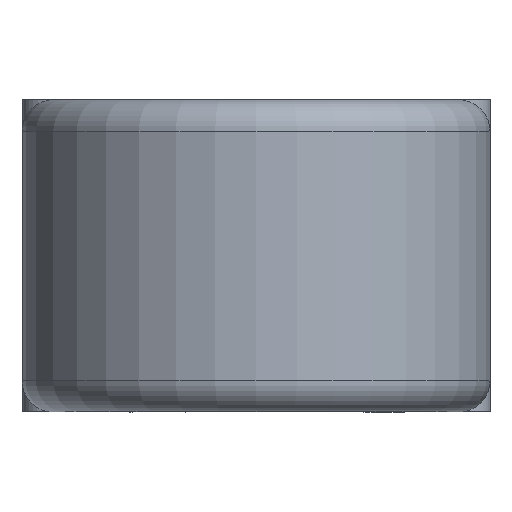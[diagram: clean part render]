
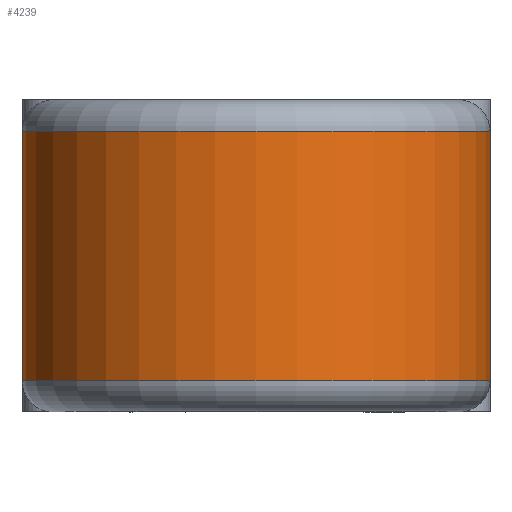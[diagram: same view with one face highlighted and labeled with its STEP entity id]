
A CAD part, front view. The second image highlights one B-rep face of the part: STEP entity #4239.
In plain terms, the highlighted cylindrical face has radius 15 mm (diameter 30 mm), a partial arc.
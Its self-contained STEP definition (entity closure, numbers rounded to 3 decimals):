
#40=CIRCLE('',#4468,15.);
#44=CIRCLE('',#4476,15.);
#181=CYLINDRICAL_SURFACE('',#4475,15.);
#444=FACE_OUTER_BOUND('',#678,.T.);
#678=EDGE_LOOP('',(#3175,#3176,#3177,#3178));
#954=LINE('',#7045,#1329);
#957=LINE('',#7058,#1332);
#1329=VECTOR('',#4949,10.);
#1332=VECTOR('',#4954,10.);
#1872=VERTEX_POINT('',#7022);
#1874=VERTEX_POINT('',#7028);
#1879=VERTEX_POINT('',#7044);
#1882=VERTEX_POINT('',#7057);
#2362=EDGE_CURVE('',#1872,#1874,#40,.T.);
#2368=EDGE_CURVE('',#1874,#1879,#954,.T.);
#2372=EDGE_CURVE('',#1872,#1882,#957,.T.);
#2373=EDGE_CURVE('',#1879,#1882,#44,.T.);
#3175=ORIENTED_EDGE('',*,*,#2362,.F.);
#3176=ORIENTED_EDGE('',*,*,#2372,.T.);
#3177=ORIENTED_EDGE('',*,*,#2373,.F.);
#3178=ORIENTED_EDGE('',*,*,#2368,.F.);
#4239=ADVANCED_FACE('',(#444),#181,.T.);
#4468=AXIS2_PLACEMENT_3D('',#7032,#4933,#4934);
#4475=AXIS2_PLACEMENT_3D('',#7056,#4952,#4953);
#4476=AXIS2_PLACEMENT_3D('',#7059,#4955,#4956);
#4933=DIRECTION('center_axis',(0.,0.,-1.));
#4934=DIRECTION('ref_axis',(0.,-1.,0.));
#4949=DIRECTION('',(0.,0.,1.));
#4952=DIRECTION('center_axis',(0.,0.,1.));
#4953=DIRECTION('ref_axis',(-1.,0.,0.));
#4954=DIRECTION('',(0.,0.,1.));
#4955=DIRECTION('center_axis',(0.,0.,1.));
#4956=DIRECTION('ref_axis',(0.,-1.,0.));
#7022=CARTESIAN_POINT('',(15.,0.,2.));
#7028=CARTESIAN_POINT('',(-15.,0.,2.));
#7032=CARTESIAN_POINT('Origin',(0.,0.,2.));
#7044=CARTESIAN_POINT('',(-15.,0.,18.));
#7045=CARTESIAN_POINT('',(-15.,0.,0.));
#7056=CARTESIAN_POINT('Origin',(0.,0.,0.));
#7057=CARTESIAN_POINT('',(15.,0.,18.));
#7058=CARTESIAN_POINT('',(15.,0.,0.));
#7059=CARTESIAN_POINT('Origin',(0.,0.,18.));
